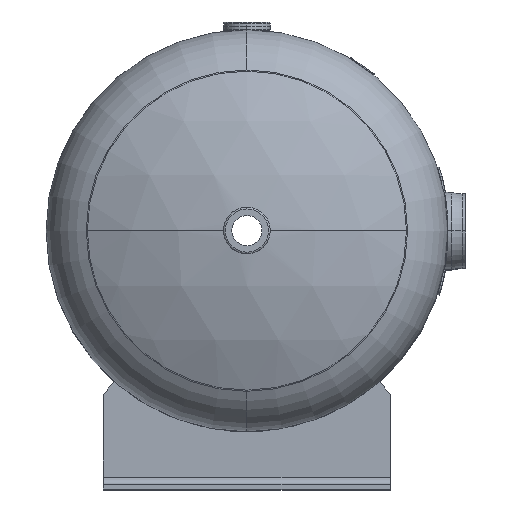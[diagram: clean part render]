
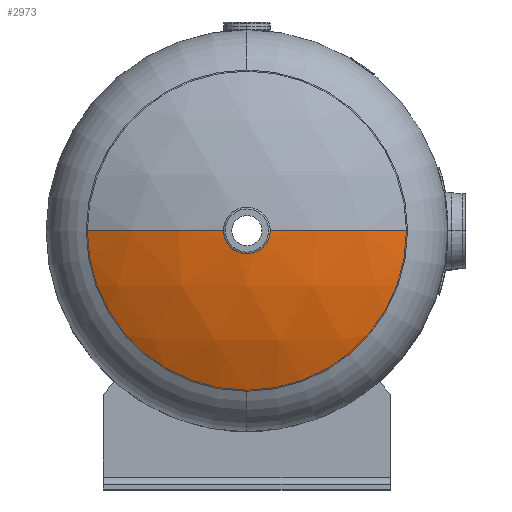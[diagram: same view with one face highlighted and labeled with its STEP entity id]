
A CAD part, top view. The second image highlights one B-rep face of the part: STEP entity #2973.
In plain terms, the highlighted spherical face has radius 320.04 mm.
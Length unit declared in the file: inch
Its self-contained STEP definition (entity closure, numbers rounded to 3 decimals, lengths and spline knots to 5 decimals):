
#298 = EDGE_CURVE ( 'NONE', #1492, #6074, #12742, .T. ) ;
#384 = DIRECTION ( 'NONE',  ( 0., -1., 0. ) ) ;
#447 = SPHERICAL_SURFACE ( 'NONE', #3399, 12.6 ) ;
#1091 = DIRECTION ( 'NONE',  ( 0., 0., -1. ) ) ;
#1158 = DIRECTION ( 'NONE',  ( 0., 0., -1. ) ) ;
#1259 = DIRECTION ( 'NONE',  ( 0., 0., 1. ) ) ;
#1266 = DIRECTION ( 'NONE',  ( 0., -1., 0. ) ) ;
#1369 = EDGE_CURVE ( 'NONE', #6074, #5000, #10213, .T. ) ;
#1492 = VERTEX_POINT ( 'NONE', #11163 ) ;
#2381 = CARTESIAN_POINT ( 'NONE',  ( 0., 2.94581, 0. ) ) ;
#2393 = EDGE_LOOP ( 'NONE', ( #8645, #2551, #4028, #5293, #3419 ) ) ;
#2551 = ORIENTED_EDGE ( 'NONE', *, *, #12955, .T. ) ;
#2901 = EDGE_CURVE ( 'NONE', #8777, #6908, #10378, .T. ) ;
#2973 = ADVANCED_FACE ( 'NONE', ( #7392 ), #447, .T. ) ;
#3173 = CARTESIAN_POINT ( 'NONE',  ( 0.7125, 4.23849, 0. ) ) ;
#3399 = AXIS2_PLACEMENT_3D ( 'NONE', #4482, #10320, #5282 ) ;
#3419 = ORIENTED_EDGE ( 'NONE', *, *, #1369, .F. ) ;
#3850 = EDGE_CURVE ( 'NONE', #5000, #8777, #6071, .T. ) ;
#3996 = DIRECTION ( 'NONE',  ( -1., 0., 0. ) ) ;
#4028 = ORIENTED_EDGE ( 'NONE', *, *, #2901, .F. ) ;
#4168 = CARTESIAN_POINT ( 'NONE',  ( 0., -8.34135, 0. ) ) ;
#4482 = CARTESIAN_POINT ( 'NONE',  ( 0., -8.34135, 0. ) ) ;
#4992 = DIRECTION ( 'NONE',  ( 0., 1., 0. ) ) ;
#5000 = VERTEX_POINT ( 'NONE', #12219 ) ;
#5091 = AXIS2_PLACEMENT_3D ( 'NONE', #4168, #1259, #9317 ) ;
#5282 = DIRECTION ( 'NONE',  ( 1., 0., 0. ) ) ;
#5293 = ORIENTED_EDGE ( 'NONE', *, *, #3850, .F. ) ;
#5356 = DIRECTION ( 'NONE',  ( 0., 0., -1. ) ) ;
#5534 = DIRECTION ( 'NONE',  ( 0., 0., -1. ) ) ;
#6071 = CIRCLE ( 'NONE', #12629, 5.6 ) ;
#6074 = VERTEX_POINT ( 'NONE', #3173 ) ;
#6115 = CARTESIAN_POINT ( 'NONE',  ( 0., 4.23849, 0. ) ) ;
#6908 = VERTEX_POINT ( 'NONE', #7079 ) ;
#7030 = AXIS2_PLACEMENT_3D ( 'NONE', #6115, #4992, #1091 ) ;
#7079 = CARTESIAN_POINT ( 'NONE',  ( -5.6, 2.94581, 0. ) ) ;
#7392 = FACE_OUTER_BOUND ( 'NONE', #2393, .T. ) ;
#8262 = CIRCLE ( 'NONE', #5091, 12.6 ) ;
#8645 = ORIENTED_EDGE ( 'NONE', *, *, #298, .F. ) ;
#8777 = VERTEX_POINT ( 'NONE', #10162 ) ;
#9306 = AXIS2_PLACEMENT_3D ( 'NONE', #2381, #384, #5534 ) ;
#9317 = DIRECTION ( 'NONE',  ( 1., 0., 0. ) ) ;
#10162 = CARTESIAN_POINT ( 'NONE',  ( 0., 2.94581, 5.6 ) ) ;
#10213 = CIRCLE ( 'NONE', #11280, 12.6 ) ;
#10320 = DIRECTION ( 'NONE',  ( 0., 0., 1. ) ) ;
#10378 = CIRCLE ( 'NONE', #9306, 5.6 ) ;
#11163 = CARTESIAN_POINT ( 'NONE',  ( -0.7125, 4.23849, 0. ) ) ;
#11218 = CARTESIAN_POINT ( 'NONE',  ( 0., -8.34135, 0. ) ) ;
#11280 = AXIS2_PLACEMENT_3D ( 'NONE', #11218, #1158, #3996 ) ;
#11519 = CARTESIAN_POINT ( 'NONE',  ( 0., 2.94581, 0. ) ) ;
#12219 = CARTESIAN_POINT ( 'NONE',  ( 5.6, 2.94581, 0. ) ) ;
#12629 = AXIS2_PLACEMENT_3D ( 'NONE', #11519, #1266, #5356 ) ;
#12742 = CIRCLE ( 'NONE', #7030, 0.7125 ) ;
#12955 = EDGE_CURVE ( 'NONE', #1492, #6908, #8262, .T. ) ;
